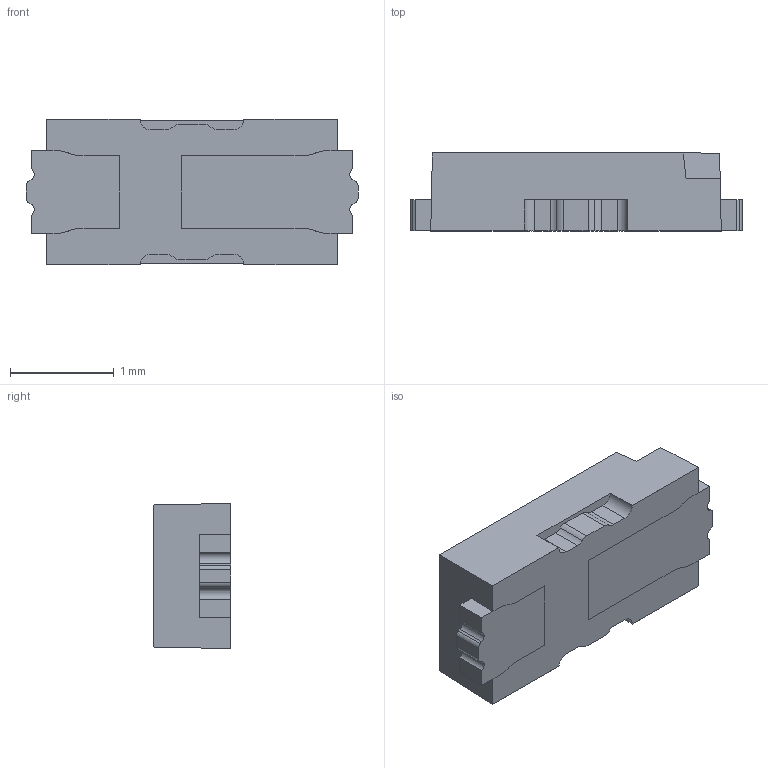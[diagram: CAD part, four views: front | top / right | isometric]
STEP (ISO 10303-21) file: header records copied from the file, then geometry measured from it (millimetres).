
FILE_DESCRIPTION((''),'2;1');
FILE_NAME('Refond 3014 Assembly v1 2014-03-15_Shrinkwrap_2.stp','2014-03-17T10:26:19',('nly39920'),(''),'Autodesk Inventor 2013','Autodesk Inventor 2013','');
FILE_SCHEMA(('AUTOMOTIVE_DESIGN { 1 0 10303 214 1 1 1 1 }'));
Length unit declared in the file: millimetre
Products named in the file (1): Refond 3014 Assembly v1 2014-03-15_Shrinkwrap_2
Bounding box: 3.2 x 0.75 x 1.4 mm (x, y, z)
Volume: 2.9 mm3; surface area: 14.7 mm2
Topology: 1 solids, 1 shells, 63 faces, 200 edges, 140 vertices
Faces by surface type: plane 43, cylinder 20
Entity records: 2317 total; most frequent: CARTESIAN_POINT 404, ORIENTED_EDGE 400, DIRECTION 384, EDGE_CURVE 200, VECTOR 144, LINE 144, VERTEX_POINT 140, AXIS2_PLACEMENT_3D 120
